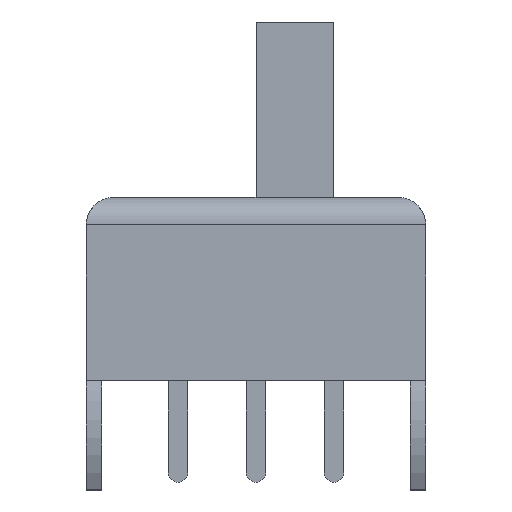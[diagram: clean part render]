
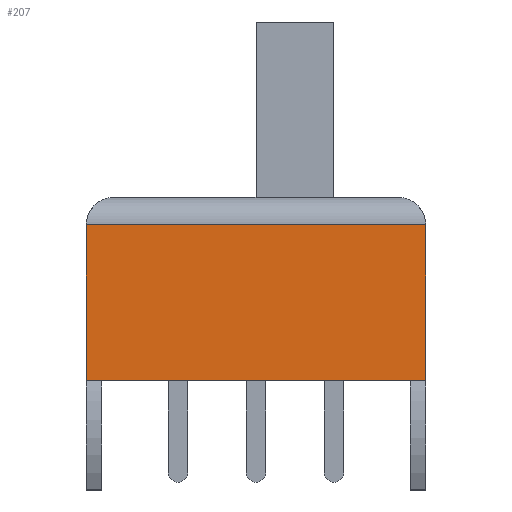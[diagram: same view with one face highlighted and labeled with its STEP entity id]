
A CAD part, top view. The second image highlights one B-rep face of the part: STEP entity #207.
In plain terms, the highlighted planar face has unit normal (0, 0, 1).
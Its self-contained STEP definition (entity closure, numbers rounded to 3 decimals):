
#16 = CARTESIAN_POINT ( 'NONE',  ( -4.35, 1.65, 2.25 ) ) ;
#19 = DIRECTION ( 'NONE',  ( 1., 0., 0. ) ) ;
#38 = ORIENTED_EDGE ( 'NONE', *, *, #1167, .T. ) ;
#47 = AXIS2_PLACEMENT_3D ( 'NONE', #1067, #328, #962 ) ;
#95 = CARTESIAN_POINT ( 'NONE',  ( 4.35, 1.65, 2.25 ) ) ;
#128 = PLANE ( 'NONE',  #47 ) ;
#172 = EDGE_CURVE ( 'NONE', #975, #976, #1344, .T. ) ;
#207 = ADVANCED_FACE ( 'NONE', ( #725 ), #128, .T. ) ;
#328 = DIRECTION ( 'NONE',  ( 0., 0., 1. ) ) ;
#389 = VECTOR ( 'NONE', #1066, 1000. ) ;
#396 = ORIENTED_EDGE ( 'NONE', *, *, #1262, .T. ) ;
#497 = VERTEX_POINT ( 'NONE', #933 ) ;
#532 = EDGE_CURVE ( 'NONE', #497, #975, #773, .T. ) ;
#568 = LINE ( 'NONE', #16, #1253 ) ;
#575 = EDGE_LOOP ( 'NONE', ( #38, #396, #862, #994 ) ) ;
#725 = FACE_OUTER_BOUND ( 'NONE', #575, .T. ) ;
#773 = LINE ( 'NONE', #1033, #981 ) ;
#862 = ORIENTED_EDGE ( 'NONE', *, *, #532, .T. ) ;
#933 = CARTESIAN_POINT ( 'NONE',  ( -4.35, 1.65, 2.25 ) ) ;
#962 = DIRECTION ( 'NONE',  ( 1., 0., 0. ) ) ;
#975 = VERTEX_POINT ( 'NONE', #1191 ) ;
#976 = VERTEX_POINT ( 'NONE', #1084 ) ;
#981 = VECTOR ( 'NONE', #1148, 1000. ) ;
#994 = ORIENTED_EDGE ( 'NONE', *, *, #172, .T. ) ;
#1033 = CARTESIAN_POINT ( 'NONE',  ( -4.35, 2.35, 2.25 ) ) ;
#1066 = DIRECTION ( 'NONE',  ( 0., 1., 0. ) ) ;
#1067 = CARTESIAN_POINT ( 'NONE',  ( 0., 0., 2.25 ) ) ;
#1084 = CARTESIAN_POINT ( 'NONE',  ( 4.35, -2.35, 2.25 ) ) ;
#1148 = DIRECTION ( 'NONE',  ( 0., -1., 0. ) ) ;
#1157 = CARTESIAN_POINT ( 'NONE',  ( 4.35, 2.35, 2.25 ) ) ;
#1163 = DIRECTION ( 'NONE',  ( -1., 0., 0. ) ) ;
#1167 = EDGE_CURVE ( 'NONE', #976, #1313, #1272, .T. ) ;
#1191 = CARTESIAN_POINT ( 'NONE',  ( -4.35, -2.35, 2.25 ) ) ;
#1253 = VECTOR ( 'NONE', #1163, 1000. ) ;
#1262 = EDGE_CURVE ( 'NONE', #1313, #497, #568, .T. ) ;
#1272 = LINE ( 'NONE', #1157, #389 ) ;
#1282 = VECTOR ( 'NONE', #19, 1000. ) ;
#1313 = VERTEX_POINT ( 'NONE', #95 ) ;
#1344 = LINE ( 'NONE', #1349, #1282 ) ;
#1349 = CARTESIAN_POINT ( 'NONE',  ( -4.35, -2.35, 2.25 ) ) ;
